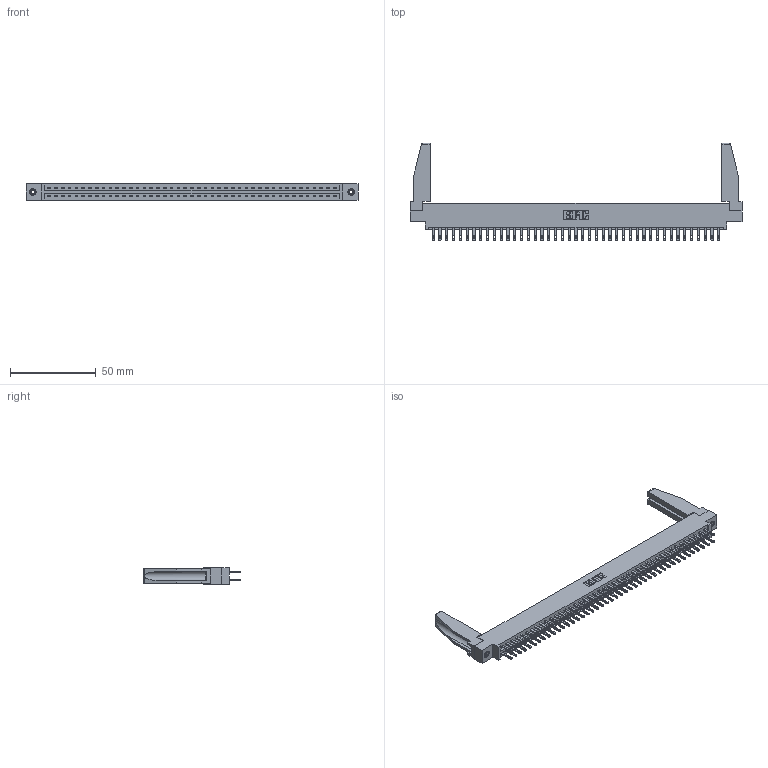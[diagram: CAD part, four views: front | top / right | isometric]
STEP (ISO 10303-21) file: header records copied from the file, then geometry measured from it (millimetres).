
FILE_DESCRIPTION (( 'STEP AP203' ), '1' );
FILE_NAME ('337-086-500-878.STEP', '2019-10-15T18:34:56', ( '' ), ( '' ), 'SwSTEP 2.0', 'SolidWorks 2016', '' );
FILE_SCHEMA (( 'CONFIG_CONTROL_DESIGN' ));
Length unit declared in the file: inch
Products named in the file (5): 345-292-001_345-293-100; 337 Part_0.170 Offset - 0.156 Dia-TI; 345-250-001_345-250-001-102; 307-220-078; 337-086-500-878
Assembly tree (91 placements, depth 2):
  337-086-500-878
    337 Part_0.170 Offset - 0.156 Dia-TI
    345-292-001_345-293-100  x86
    345-250-001_345-250-001-102  x2
    307-220-078  x2
Bounding box: 193.4 x 56.65 x 9.4 mm (x, y, z)
Volume: 24533.5 mm3; surface area: 28123 mm2
Topology: 91 solids, 91 shells, 4548 faces, 13811 edges, 9198 vertices
Faces by surface type: plane 2910, cylinder 1622, cone 12, torus 4
Entity records: 35712 total; most frequent: CARTESIAN_POINT 6016, ORIENTED_EDGE 5908, DIRECTION 5122, EDGE_CURVE 2954, LINE 2784, VECTOR 2784, VERTEX_POINT 1964, AXIS2_PLACEMENT_3D 1169
